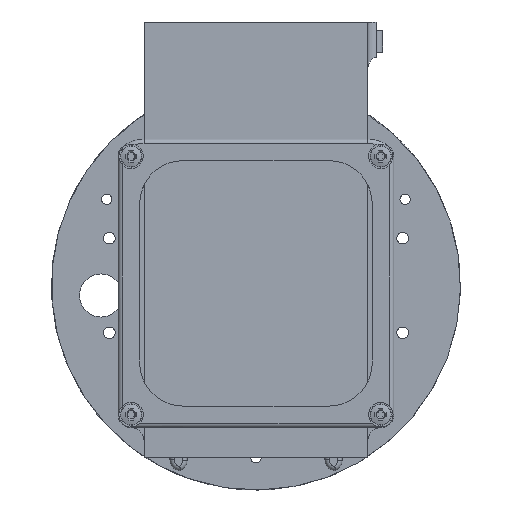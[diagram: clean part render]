
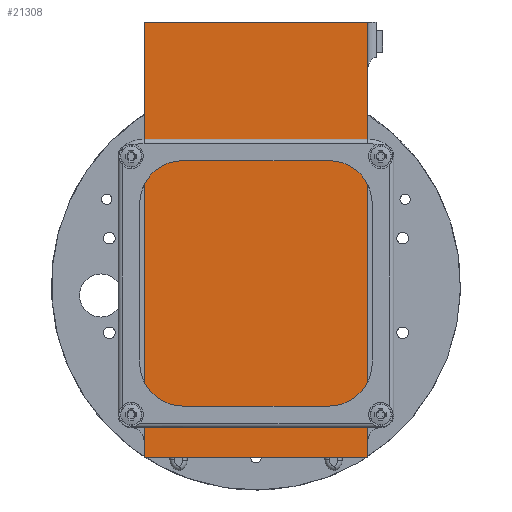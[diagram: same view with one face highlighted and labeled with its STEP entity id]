
A CAD part, front view. The second image highlights one B-rep face of the part: STEP entity #21308.
In plain terms, the highlighted planar face has unit normal (0, -1, 0).
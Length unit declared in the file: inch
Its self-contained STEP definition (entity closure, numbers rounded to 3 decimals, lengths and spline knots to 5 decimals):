
#2073=LINE($,#35175,#3846);
#2080=LINE($,#35206,#3853);
#2084=LINE($,#35213,#3857);
#2086=LINE($,#35216,#3859);
#3846=VECTOR($,#28591,5.06);
#3853=VECTOR($,#28630,5.06);
#3857=VECTOR($,#28636,2.59);
#3859=VECTOR($,#28640,2.59);
#5490=PLANE($,#23218);
#7187=FACE_OUTER_BOUND($,#8918,.T.);
#8918=EDGE_LOOP($,(#19127,#19128,#19129,#19130));
#11523=VERTEX_POINT($,#35172);
#11524=VERTEX_POINT($,#35174);
#11531=VERTEX_POINT($,#35204);
#11532=VERTEX_POINT($,#35205);
#14086=EDGE_CURVE($,#11523,#11524,#2073,.T.);
#14101=EDGE_CURVE($,#11531,#11532,#2080,.T.);
#14105=EDGE_CURVE($,#11524,#11531,#2084,.T.);
#14107=EDGE_CURVE($,#11532,#11523,#2086,.T.);
#19127=ORIENTED_EDGE($,*,*,#14107,.F.);
#19128=ORIENTED_EDGE($,*,*,#14101,.F.);
#19129=ORIENTED_EDGE($,*,*,#14105,.F.);
#19130=ORIENTED_EDGE($,*,*,#14086,.F.);
#21308=ADVANCED_FACE($,(#7187),#5490,.T.);
#23218=AXIS2_PLACEMENT_3D($,#35219,#28644,#28645);
#28591=DIRECTION($,(0.,0.,-1.));
#28630=DIRECTION($,(0.,0.,1.));
#28636=DIRECTION($,(-1.,0.,0.));
#28640=DIRECTION($,(1.,0.,0.));
#28644=DIRECTION('center_axis',(0.,-1.,0.));
#28645=DIRECTION('ref_axis',(0.,0.,-1.));
#35172=CARTESIAN_POINT('',(2.59,0.,0.));
#35174=CARTESIAN_POINT('',(2.59,0.,-5.06));
#35175=CARTESIAN_POINT($,(2.59,0.,0.));
#35204=CARTESIAN_POINT('',(0.,0.,
-5.06));
#35205=CARTESIAN_POINT('',(0.,0.,0.));
#35206=CARTESIAN_POINT($,(0.,0.,
-5.06));
#35213=CARTESIAN_POINT($,(2.59,0.,-5.06));
#35216=CARTESIAN_POINT($,(0.,0.,0.));
#35219=CARTESIAN_POINT('Origin',(1.295,0.,-2.53));
